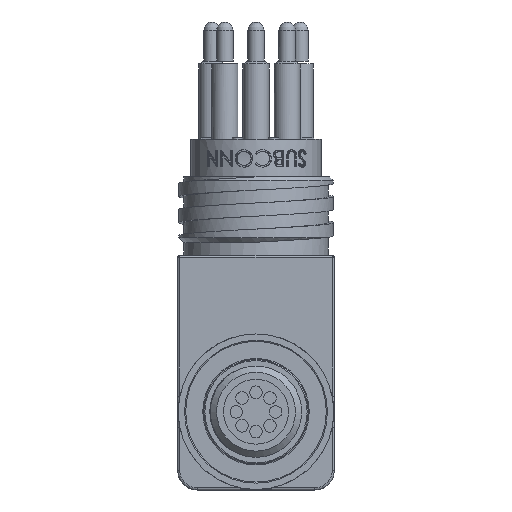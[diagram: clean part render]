
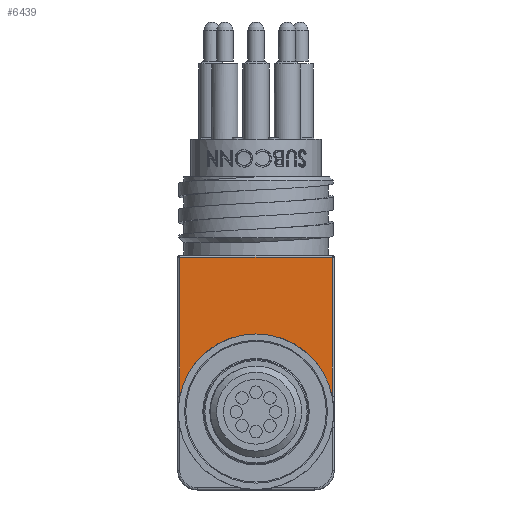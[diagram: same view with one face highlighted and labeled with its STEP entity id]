
A CAD part, front view. The second image highlights one B-rep face of the part: STEP entity #6439.
In plain terms, the highlighted planar face has unit normal (0, -1, 0).
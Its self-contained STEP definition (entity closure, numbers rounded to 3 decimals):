
#243=PLANE('',#6938);
#475=FACE_OUTER_BOUND('',#856,.T.);
#856=EDGE_LOOP('',(#4714,#4715,#4716,#4717));
#1270=CIRCLE('',#6926,9.462);
#1766=LINE('',#24820,#2185);
#1767=LINE('',#24821,#2186);
#1768=LINE('',#24822,#2187);
#2185=VECTOR('',#7713,1000.);
#2186=VECTOR('',#7714,1000.);
#2187=VECTOR('',#7715,1000.);
#2752=VERTEX_POINT('',#24060);
#2753=VERTEX_POINT('',#24071);
#2808=VERTEX_POINT('',#24818);
#2809=VERTEX_POINT('',#24819);
#3461=EDGE_CURVE('',#2752,#2753,#1270,.T.);
#3522=EDGE_CURVE('',#2808,#2809,#1766,.T.);
#3523=EDGE_CURVE('',#2809,#2753,#1767,.T.);
#3524=EDGE_CURVE('',#2752,#2808,#1768,.T.);
#4714=ORIENTED_EDGE('',*,*,#3522,.T.);
#4715=ORIENTED_EDGE('',*,*,#3523,.T.);
#4716=ORIENTED_EDGE('',*,*,#3461,.F.);
#4717=ORIENTED_EDGE('',*,*,#3524,.T.);
#6439=ADVANCED_FACE('',(#475),#243,.F.);
#6926=AXIS2_PLACEMENT_3D('',#24072,#7660,#7661);
#6938=AXIS2_PLACEMENT_3D('',#24817,#7711,#7712);
#7660=DIRECTION('center_axis',(0.,-1.,0.));
#7661=DIRECTION('ref_axis',(1.,0.,0.));
#7711=DIRECTION('center_axis',(0.,1.,0.));
#7712=DIRECTION('ref_axis',(1.,0.,0.));
#7713=DIRECTION('',(-1.,0.,0.));
#7714=DIRECTION('',(0.,0.,-1.));
#7715=DIRECTION('',(0.,0.,1.));
#24060=CARTESIAN_POINT('',(18.796,-19.05,-26.686));
#24071=CARTESIAN_POINT('',(0.254,-19.05,-26.686));
#24072=CARTESIAN_POINT('Origin',(9.525,-19.05,-28.575));
#24817=CARTESIAN_POINT('Origin',(19.05,-19.05,0.));
#24818=CARTESIAN_POINT('',(18.796,-19.05,-9.779));
#24819=CARTESIAN_POINT('',(0.254,-19.05,-9.779));
#24820=CARTESIAN_POINT('',(0.,-19.05,-9.779));
#24821=CARTESIAN_POINT('',(0.254,-19.05,-35.719));
#24822=CARTESIAN_POINT('',(18.796,-19.05,0.));
